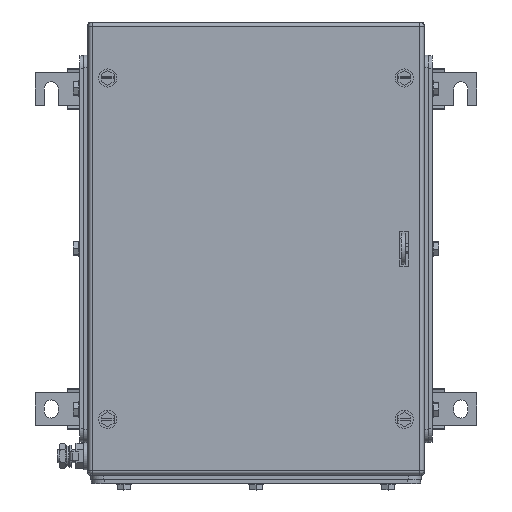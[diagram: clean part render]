
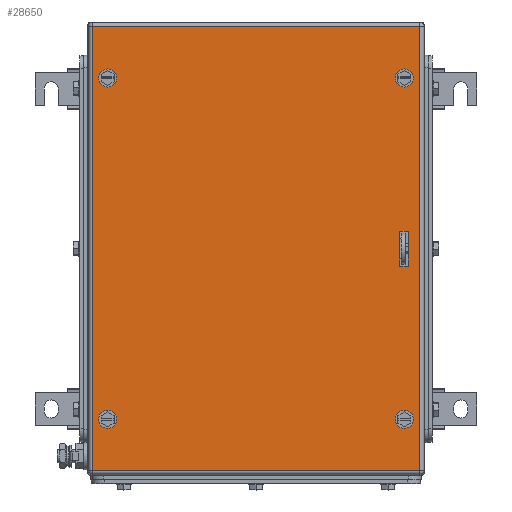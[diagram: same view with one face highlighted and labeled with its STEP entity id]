
A CAD part, top view. The second image highlights one B-rep face of the part: STEP entity #28650.
In plain terms, the highlighted planar face has unit normal (0, 0, 1).
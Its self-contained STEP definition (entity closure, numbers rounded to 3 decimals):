
#28490=AXIS2_PLACEMENT_3D('Circle Axis2P3D',#28488,#28489,$) ;
#28517=AXIS2_PLACEMENT_3D('Plane Axis2P3D',#28514,#28515,#28516) ;
#28555=AXIS2_PLACEMENT_3D('Circle Axis2P3D',#28553,#28554,$) ;
#28564=AXIS2_PLACEMENT_3D('Circle Axis2P3D',#28562,#28563,$) ;
#28573=AXIS2_PLACEMENT_3D('Circle Axis2P3D',#28571,#28572,$) ;
#28582=AXIS2_PLACEMENT_3D('Circle Axis2P3D',#28580,#28581,$) ;
#28591=AXIS2_PLACEMENT_3D('Circle Axis2P3D',#28589,#28590,$) ;
#28600=AXIS2_PLACEMENT_3D('Circle Axis2P3D',#28598,#28599,$) ;
#28609=AXIS2_PLACEMENT_3D('Circle Axis2P3D',#28607,#28608,$) ;
#28485=CARTESIAN_POINT('Vertex',(59.5,317.75,153.5)) ;
#28488=CARTESIAN_POINT('Axis2P3D Location',(56.,317.75,153.5)) ;
#28492=CARTESIAN_POINT('Vertex',(52.5,317.75,153.5)) ;
#28514=CARTESIAN_POINT('Axis2P3D Location',(170.5,186.,153.5)) ;
#28519=CARTESIAN_POINT('Line Origine',(170.5,357.5,153.5)) ;
#28523=CARTESIAN_POINT('Vertex',(297.,357.5,153.5)) ;
#28525=CARTESIAN_POINT('Vertex',(44.,357.5,153.5)) ;
#28528=CARTESIAN_POINT('Line Origine',(44.,186.,153.5)) ;
#28532=CARTESIAN_POINT('Vertex',(44.,14.5,153.5)) ;
#28535=CARTESIAN_POINT('Line Origine',(170.5,14.5,153.5)) ;
#28539=CARTESIAN_POINT('Vertex',(297.,14.5,153.5)) ;
#28542=CARTESIAN_POINT('Line Origine',(297.,186.,153.5)) ;
#28553=CARTESIAN_POINT('Axis2P3D Location',(56.,317.75,153.5)) ;
#28562=CARTESIAN_POINT('Axis2P3D Location',(56.,54.25,153.5)) ;
#28566=CARTESIAN_POINT('Vertex',(52.5,54.25,153.5)) ;
#28568=CARTESIAN_POINT('Vertex',(59.5,54.25,153.5)) ;
#28571=CARTESIAN_POINT('Axis2P3D Location',(56.,54.25,153.5)) ;
#28580=CARTESIAN_POINT('Axis2P3D Location',(285.,54.25,153.5)) ;
#28584=CARTESIAN_POINT('Vertex',(288.5,54.25,153.5)) ;
#28586=CARTESIAN_POINT('Vertex',(281.5,54.25,153.5)) ;
#28589=CARTESIAN_POINT('Axis2P3D Location',(285.,54.25,153.5)) ;
#28598=CARTESIAN_POINT('Axis2P3D Location',(285.,317.75,153.5)) ;
#28602=CARTESIAN_POINT('Vertex',(288.5,317.75,153.5)) ;
#28604=CARTESIAN_POINT('Vertex',(281.5,317.75,153.5)) ;
#28607=CARTESIAN_POINT('Axis2P3D Location',(285.,317.75,153.5)) ;
#28616=CARTESIAN_POINT('Line Origine',(284.75,172.5,153.5)) ;
#28620=CARTESIAN_POINT('Vertex',(288.,172.5,153.5)) ;
#28622=CARTESIAN_POINT('Vertex',(281.5,172.5,153.5)) ;
#28625=CARTESIAN_POINT('Line Origine',(281.5,186.,153.5)) ;
#28629=CARTESIAN_POINT('Vertex',(281.5,199.5,153.5)) ;
#28632=CARTESIAN_POINT('Line Origine',(284.75,199.5,153.5)) ;
#28636=CARTESIAN_POINT('Vertex',(288.,199.5,153.5)) ;
#28639=CARTESIAN_POINT('Line Origine',(288.,186.,153.5)) ;
#28489=DIRECTION('Axis2P3D Direction',(0.,0.,1.)) ;
#28515=DIRECTION('Axis2P3D Direction',(0.,0.,1.)) ;
#28516=DIRECTION('Axis2P3D XDirection',(1.,0.,0.)) ;
#28520=DIRECTION('Vector Direction',(1.,0.,0.)) ;
#28529=DIRECTION('Vector Direction',(0.,-1.,0.)) ;
#28536=DIRECTION('Vector Direction',(1.,0.,0.)) ;
#28543=DIRECTION('Vector Direction',(0.,1.,0.)) ;
#28554=DIRECTION('Axis2P3D Direction',(0.,0.,1.)) ;
#28563=DIRECTION('Axis2P3D Direction',(0.,0.,1.)) ;
#28572=DIRECTION('Axis2P3D Direction',(0.,0.,1.)) ;
#28581=DIRECTION('Axis2P3D Direction',(0.,0.,1.)) ;
#28590=DIRECTION('Axis2P3D Direction',(0.,0.,1.)) ;
#28599=DIRECTION('Axis2P3D Direction',(0.,0.,1.)) ;
#28608=DIRECTION('Axis2P3D Direction',(0.,0.,1.)) ;
#28617=DIRECTION('Vector Direction',(-1.,0.,0.)) ;
#28626=DIRECTION('Vector Direction',(0.,1.,0.)) ;
#28633=DIRECTION('Vector Direction',(1.,0.,0.)) ;
#28640=DIRECTION('Vector Direction',(0.,-1.,0.)) ;
#28521=VECTOR('Line Direction',#28520,1.) ;
#28530=VECTOR('Line Direction',#28529,1.) ;
#28537=VECTOR('Line Direction',#28536,1.) ;
#28544=VECTOR('Line Direction',#28543,1.) ;
#28618=VECTOR('Line Direction',#28617,1.) ;
#28627=VECTOR('Line Direction',#28626,1.) ;
#28634=VECTOR('Line Direction',#28633,1.) ;
#28641=VECTOR('Line Direction',#28640,1.) ;
#28548=ORIENTED_EDGE('',*,*,#28527,.T.) ;
#28549=ORIENTED_EDGE('',*,*,#28534,.T.) ;
#28550=ORIENTED_EDGE('',*,*,#28541,.T.) ;
#28551=ORIENTED_EDGE('',*,*,#28546,.T.) ;
#28559=ORIENTED_EDGE('',*,*,#28557,.F.) ;
#28560=ORIENTED_EDGE('',*,*,#28494,.F.) ;
#28577=ORIENTED_EDGE('',*,*,#28570,.F.) ;
#28578=ORIENTED_EDGE('',*,*,#28575,.F.) ;
#28595=ORIENTED_EDGE('',*,*,#28588,.F.) ;
#28596=ORIENTED_EDGE('',*,*,#28593,.F.) ;
#28613=ORIENTED_EDGE('',*,*,#28606,.F.) ;
#28614=ORIENTED_EDGE('',*,*,#28611,.F.) ;
#28645=ORIENTED_EDGE('',*,*,#28624,.T.) ;
#28646=ORIENTED_EDGE('',*,*,#28631,.T.) ;
#28647=ORIENTED_EDGE('',*,*,#28638,.T.) ;
#28648=ORIENTED_EDGE('',*,*,#28643,.T.) ;
#28561=FACE_BOUND('',#28558,.T.) ;
#28579=FACE_BOUND('',#28576,.T.) ;
#28597=FACE_BOUND('',#28594,.T.) ;
#28615=FACE_BOUND('',#28612,.T.) ;
#28649=FACE_BOUND('',#28644,.T.) ;
#28650=ADVANCED_FACE('ZUB_KTB_MH_352615_3GP_AllCATPart.1\\ZUB_DE_KTB_MH_350x260.1\\DE_KTB_MH_PART_MASTER.2\\Koerper.2',(#28552,#28561,#28579,#28597,#28615,#28649),#28518,.T.) ;
#28491=CIRCLE('generated circle',#28490,3.5) ;
#28556=CIRCLE('generated circle',#28555,3.5) ;
#28565=CIRCLE('generated circle',#28564,3.5) ;
#28574=CIRCLE('generated circle',#28573,3.5) ;
#28583=CIRCLE('generated circle',#28582,3.5) ;
#28592=CIRCLE('generated circle',#28591,3.5) ;
#28601=CIRCLE('generated circle',#28600,3.5) ;
#28610=CIRCLE('generated circle',#28609,3.5) ;
#28494=EDGE_CURVE('',#28486,#28493,#28491,.T.) ;
#28527=EDGE_CURVE('',#28524,#28526,#28522,.F.) ;
#28534=EDGE_CURVE('',#28526,#28533,#28531,.T.) ;
#28541=EDGE_CURVE('',#28533,#28540,#28538,.T.) ;
#28546=EDGE_CURVE('',#28540,#28524,#28545,.T.) ;
#28557=EDGE_CURVE('',#28493,#28486,#28556,.T.) ;
#28570=EDGE_CURVE('',#28567,#28569,#28565,.T.) ;
#28575=EDGE_CURVE('',#28569,#28567,#28574,.T.) ;
#28588=EDGE_CURVE('',#28585,#28587,#28583,.T.) ;
#28593=EDGE_CURVE('',#28587,#28585,#28592,.T.) ;
#28606=EDGE_CURVE('',#28603,#28605,#28601,.T.) ;
#28611=EDGE_CURVE('',#28605,#28603,#28610,.T.) ;
#28624=EDGE_CURVE('',#28621,#28623,#28619,.T.) ;
#28631=EDGE_CURVE('',#28623,#28630,#28628,.T.) ;
#28638=EDGE_CURVE('',#28630,#28637,#28635,.T.) ;
#28643=EDGE_CURVE('',#28637,#28621,#28642,.T.) ;
#28547=EDGE_LOOP('',(#28548,#28549,#28550,#28551)) ;
#28558=EDGE_LOOP('',(#28559,#28560)) ;
#28576=EDGE_LOOP('',(#28577,#28578)) ;
#28594=EDGE_LOOP('',(#28595,#28596)) ;
#28612=EDGE_LOOP('',(#28613,#28614)) ;
#28644=EDGE_LOOP('',(#28645,#28646,#28647,#28648)) ;
#28552=FACE_OUTER_BOUND('',#28547,.T.) ;
#28522=LINE('Line',#28519,#28521) ;
#28531=LINE('Line',#28528,#28530) ;
#28538=LINE('Line',#28535,#28537) ;
#28545=LINE('Line',#28542,#28544) ;
#28619=LINE('Line',#28616,#28618) ;
#28628=LINE('Line',#28625,#28627) ;
#28635=LINE('Line',#28632,#28634) ;
#28642=LINE('Line',#28639,#28641) ;
#28518=PLANE('',#28517) ;
#28486=VERTEX_POINT('',#28485) ;
#28493=VERTEX_POINT('',#28492) ;
#28524=VERTEX_POINT('',#28523) ;
#28526=VERTEX_POINT('',#28525) ;
#28533=VERTEX_POINT('',#28532) ;
#28540=VERTEX_POINT('',#28539) ;
#28567=VERTEX_POINT('',#28566) ;
#28569=VERTEX_POINT('',#28568) ;
#28585=VERTEX_POINT('',#28584) ;
#28587=VERTEX_POINT('',#28586) ;
#28603=VERTEX_POINT('',#28602) ;
#28605=VERTEX_POINT('',#28604) ;
#28621=VERTEX_POINT('',#28620) ;
#28623=VERTEX_POINT('',#28622) ;
#28630=VERTEX_POINT('',#28629) ;
#28637=VERTEX_POINT('',#28636) ;
